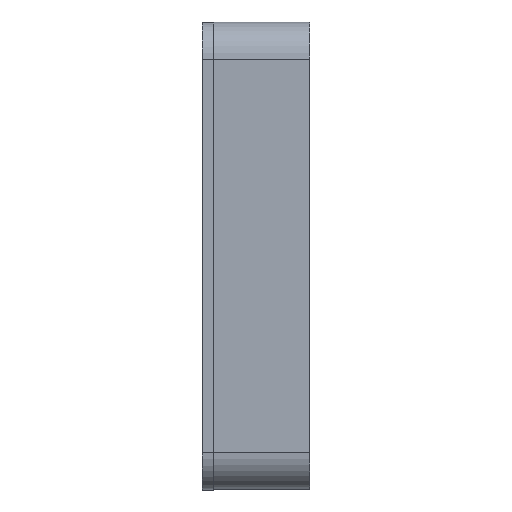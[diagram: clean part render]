
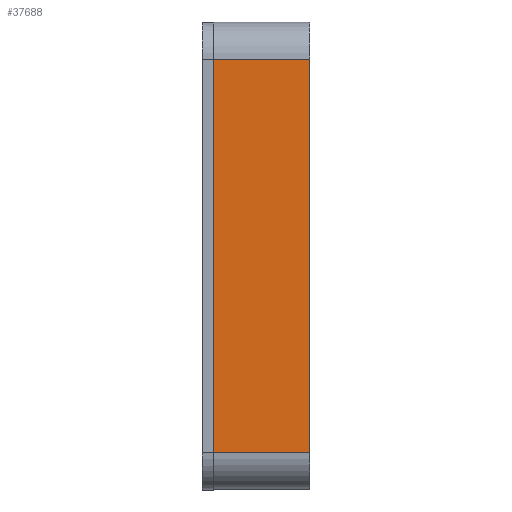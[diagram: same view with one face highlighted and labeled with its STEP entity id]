
A CAD part, left-side view. The second image highlights one B-rep face of the part: STEP entity #37688.
In plain terms, the highlighted planar face has unit normal (-1, 0, 0).
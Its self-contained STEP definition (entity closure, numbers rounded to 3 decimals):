
#5512=FACE_OUTER_BOUND('',#7719,.T.);
#7719=EDGE_LOOP('',(#34446,#34447,#34448,#34449));
#10690=LINE('',#62793,#14189);
#11210=LINE('',#69802,#14709);
#11214=LINE('',#69818,#14713);
#11215=LINE('',#69820,#14714);
#14189=VECTOR('',#46075,10.);
#14709=VECTOR('',#46829,10.);
#14713=VECTOR('',#46849,10.);
#14714=VECTOR('',#46852,10.);
#17582=VERTEX_POINT('',#62790);
#17583=VERTEX_POINT('',#62792);
#18295=VERTEX_POINT('',#69799);
#18296=VERTEX_POINT('',#69801);
#22614=EDGE_CURVE('',#17582,#17583,#10690,.T.);
#23685=EDGE_CURVE('',#18295,#18296,#11210,.T.);
#23694=EDGE_CURVE('',#17583,#18295,#11214,.T.);
#23695=EDGE_CURVE('',#18296,#17582,#11215,.T.);
#34446=ORIENTED_EDGE('',*,*,#23694,.F.);
#34447=ORIENTED_EDGE('',*,*,#22614,.F.);
#34448=ORIENTED_EDGE('',*,*,#23695,.F.);
#34449=ORIENTED_EDGE('',*,*,#23685,.F.);
#35635=PLANE('',#39725);
#37688=ADVANCED_FACE('',(#5512),#35635,.T.);
#39725=AXIS2_PLACEMENT_3D('',#69819,#46850,#46851);
#46075=DIRECTION('',(0.,0.,-1.));
#46829=DIRECTION('',(0.,0.,1.));
#46849=DIRECTION('',(0.,1.,0.));
#46850=DIRECTION('center_axis',(-1.,0.,0.));
#46851=DIRECTION('ref_axis',(0.,0.,1.));
#46852=DIRECTION('',(0.,-1.,0.));
#62790=CARTESIAN_POINT('',(-30.,0.,30.));
#62792=CARTESIAN_POINT('',(-30.,0.,-22.8));
#62793=CARTESIAN_POINT('',(-30.,0.,35.));
#69799=CARTESIAN_POINT('',(-30.,13.,-22.8));
#69801=CARTESIAN_POINT('',(-30.,13.,30.));
#69802=CARTESIAN_POINT('',(-30.,13.,35.));
#69818=CARTESIAN_POINT('',(-30.,0.,-22.8));
#69819=CARTESIAN_POINT('Origin',(-30.,0.,-27.8));
#69820=CARTESIAN_POINT('',(-30.,0.,30.));
